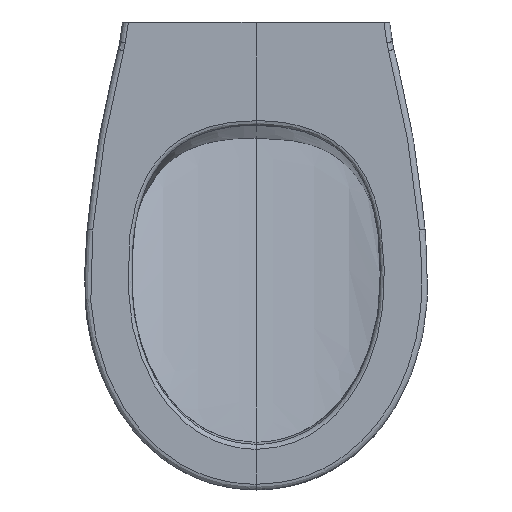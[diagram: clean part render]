
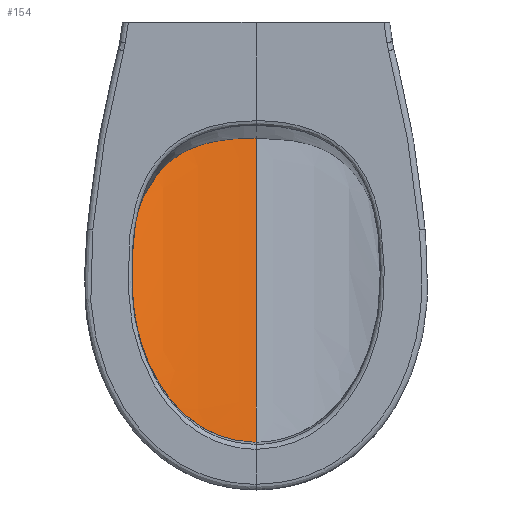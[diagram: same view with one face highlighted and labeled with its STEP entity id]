
A CAD part, top view. The second image highlights one B-rep face of the part: STEP entity #154.
In plain terms, the highlighted face is a extrusion surface.
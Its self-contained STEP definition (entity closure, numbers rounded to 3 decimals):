
#142=SURFACE_OF_LINEAR_EXTRUSION('',#2337,#144);
#144=VECTOR('',#2777,1.);
#154=ADVANCED_FACE('',(#398),#142,.T.);
#398=FACE_OUTER_BOUND('',#558,.T.);
#558=EDGE_LOOP('',(#725,#726,#727,#728,#729));
#725=ORIENTED_EDGE('',*,*,#1884,.F.);
#726=ORIENTED_EDGE('',*,*,#1892,.F.);
#727=ORIENTED_EDGE('',*,*,#1893,.F.);
#728=ORIENTED_EDGE('',*,*,#1894,.F.);
#729=ORIENTED_EDGE('',*,*,#1889,.T.);
#1600=VERTEX_POINT('',#2880);
#1601=VERTEX_POINT('',#2881);
#1605=VERTEX_POINT('',#3361);
#1607=VERTEX_POINT('',#3448);
#1608=VERTEX_POINT('',#3451);
#1884=EDGE_CURVE('',#1600,#1601,#2326,.T.);
#1889=EDGE_CURVE('',#1605,#1601,#2331,.T.);
#1892=EDGE_CURVE('',#1607,#1600,#2334,.T.);
#1893=EDGE_CURVE('',#1608,#1607,#2335,.T.);
#1894=EDGE_CURVE('',#1605,#1608,#2336,.T.);
#2326=B_SPLINE_CURVE_WITH_KNOTS('',3,(#2846,#2847,#2848,#2849,#2850,#2851,
#2852,#2853,#2854,#2855,#2856,#2857,#2858,#2859,#2860,#2861,#2862,#2863,
#2864,#2865,#2866,#2867,#2868,#2869,#2870,#2871,#2872,#2873,#2874,#2875,
#2876,#2877,#2878,#2879),.UNSPECIFIED.,.F.,.F.,(4,2,2,2,2,2,2,2,2,2,2,2,
2,2,2,2,4),(0.,0.125,0.25,0.375,0.438,0.5,0.563,0.625,0.688,0.719,
0.75,0.813,0.875,0.938,0.969,0.984,1.),.UNSPECIFIED.);
#2331=B_SPLINE_CURVE_WITH_KNOTS('',3,(#3357,#3358,#3359,#3360),
 .UNSPECIFIED.,.F.,.F.,(4,4),(0.,1.),.UNSPECIFIED.);
#2334=B_SPLINE_CURVE_WITH_KNOTS('',3,(#3442,#3443,#3444,#3445,#3446,#3447),
 .UNSPECIFIED.,.F.,.F.,(4,1,1,4),(0.,0.325,0.65,
1.),.UNSPECIFIED.);
#2335=B_SPLINE_CURVE_WITH_KNOTS('',1,(#3449,#3450),.UNSPECIFIED.,.F.,.F.,
(2,2),(0.,1.),.UNSPECIFIED.);
#2336=B_SPLINE_CURVE_WITH_KNOTS('',3,(#3452,#3453,#3454,#3455,#3456,#3457,
#3458,#3459,#3460,#3461,#3462,#3463),.UNSPECIFIED.,.F.,.F.,(4,2,2,2,2,4),
(0.,0.25,0.375,0.5,0.75,1.),.UNSPECIFIED.);
#2337=B_SPLINE_CURVE_WITH_KNOTS('',3,(#3464,#3465,#3466,#3467,#3468,#3469,
#3470,#3471,#3472,#3473,#3474,#3475,#3476,#3477,#3478,#3479,#3480,#3481,
#3482,#3483,#3484,#3485),.UNSPECIFIED.,.F.,.F.,(4,1,1,1,1,1,1,1,1,1,1,1,
1,3,3,4),(0.,0.074,0.147,0.221,0.258,
0.294,0.331,0.368,0.405,
0.442,0.478,0.515,0.589,
0.658,0.952,1.),.UNSPECIFIED.);
#2777=DIRECTION('',(0.,-0.986,0.166));
#2846=CARTESIAN_POINT('',(-3.821,-439.922,-12.321));
#2847=CARTESIAN_POINT('',(-17.164,-439.473,-12.374));
#2848=CARTESIAN_POINT('',(-30.027,-436.777,-12.684));
#2849=CARTESIAN_POINT('',(-54.711,-426.484,-13.651));
#2850=CARTESIAN_POINT('',(-65.741,-419.138,-14.279));
#2851=CARTESIAN_POINT('',(-85.344,-401.102,-15.547));
#2852=CARTESIAN_POINT('',(-93.572,-390.831,-16.143));
#2853=CARTESIAN_POINT('',(-104.105,-373.98,-16.946));
#2854=CARTESIAN_POINT('',(-107.298,-368.111,-17.202));
#2855=CARTESIAN_POINT('',(-112.97,-356.19,-17.701));
#2856=CARTESIAN_POINT('',(-115.473,-350.104,-17.943));
#2857=CARTESIAN_POINT('',(-119.883,-337.711,-18.478));
#2858=CARTESIAN_POINT('',(-121.784,-331.402,-18.789));
#2859=CARTESIAN_POINT('',(-124.99,-318.576,-19.699));
#2860=CARTESIAN_POINT('',(-126.294,-312.055,-20.288));
#2861=CARTESIAN_POINT('',(-128.299,-299.096,-21.686));
#2862=CARTESIAN_POINT('',(-129.01,-292.622,-22.497));
#2863=CARTESIAN_POINT('',(-129.632,-282.92,-23.885));
#2864=CARTESIAN_POINT('',(-129.723,-279.688,-24.393));
#2865=CARTESIAN_POINT('',(-129.887,-273.225,-25.414));
#2866=CARTESIAN_POINT('',(-129.97,-269.994,-25.925));
#2867=CARTESIAN_POINT('',(-130.129,-260.301,-27.491));
#2868=CARTESIAN_POINT('',(-130.105,-253.841,-28.585));
#2869=CARTESIAN_POINT('',(-129.631,-240.931,-30.937));
#2870=CARTESIAN_POINT('',(-129.194,-234.48,-32.189));
#2871=CARTESIAN_POINT('',(-127.952,-221.584,-34.837));
#2872=CARTESIAN_POINT('',(-127.179,-215.177,-36.213));
#2873=CARTESIAN_POINT('',(-125.5,-205.719,-38.452));
#2874=CARTESIAN_POINT('',(-124.845,-202.594,-39.231));
#2875=CARTESIAN_POINT('',(-123.589,-197.986,-40.492));
#2876=CARTESIAN_POINT('',(-123.123,-196.464,-40.929));
#2877=CARTESIAN_POINT('',(-122.058,-193.459,-41.846));
#2878=CARTESIAN_POINT('',(-121.453,-191.976,-42.329));
#2879=CARTESIAN_POINT('',(-120.864,-190.489,-42.803));
#2880=CARTESIAN_POINT('',(-3.82,-439.944,-12.317));
#2881=CARTESIAN_POINT('',(-120.869,-190.484,-42.796));
#3357=CARTESIAN_POINT('',(-116.543,-180.965,-45.962));
#3358=CARTESIAN_POINT('',(-118.084,-184.096,-44.918));
#3359=CARTESIAN_POINT('',(-119.512,-187.274,-43.858));
#3360=CARTESIAN_POINT('',(-120.901,-190.47,-42.793));
#3361=CARTESIAN_POINT('',(-116.543,-180.965,-45.962));
#3442=CARTESIAN_POINT('',(0.002,-439.948,-12.321));
#3443=CARTESIAN_POINT('',(-0.412,-439.962,-12.321));
#3444=CARTESIAN_POINT('',(-1.239,-439.989,-12.321));
#3445=CARTESIAN_POINT('',(-2.513,-439.959,-12.321));
#3446=CARTESIAN_POINT('',(-3.373,-439.935,-12.321));
#3447=CARTESIAN_POINT('',(-3.819,-439.922,-12.321));
#3448=CARTESIAN_POINT('',(0.,-439.948,-12.32));
#3449=CARTESIAN_POINT('',(-0.003,-121.508,-65.793));
#3450=CARTESIAN_POINT('',(-0.004,-439.947,-12.32));
#3451=CARTESIAN_POINT('',(0.,-121.508,-65.793));
#3452=CARTESIAN_POINT('',(-116.543,-180.965,-45.962));
#3453=CARTESIAN_POINT('',(-111.547,-170.824,-49.345));
#3454=CARTESIAN_POINT('',(-105.313,-161.166,-52.566));
#3455=CARTESIAN_POINT('',(-93.45,-148.704,-56.723));
#3456=CARTESIAN_POINT('',(-89.084,-144.901,-57.991));
#3457=CARTESIAN_POINT('',(-79.614,-138.22,-60.219));
#3458=CARTESIAN_POINT('',(-74.519,-135.347,-61.178));
#3459=CARTESIAN_POINT('',(-58.517,-128.17,-63.571));
#3460=CARTESIAN_POINT('',(-46.965,-125.322,-64.521));
#3461=CARTESIAN_POINT('',(-23.623,-122.017,-65.624));
#3462=CARTESIAN_POINT('',(-11.799,-121.508,-65.793));
#3463=CARTESIAN_POINT('',(0.003,-121.508,-65.793));
#3464=CARTESIAN_POINT('',(0.003,-121.508,-65.793));
#3465=CARTESIAN_POINT('',(-5.898,-121.508,-65.793));
#3466=CARTESIAN_POINT('',(-17.699,-121.774,-65.704));
#3467=CARTESIAN_POINT('',(-35.336,-123.379,-65.169));
#3468=CARTESIAN_POINT('',(-49.823,-126.168,-64.239));
#3469=CARTESIAN_POINT('',(-61.068,-129.603,-63.093));
#3470=CARTESIAN_POINT('',(-69.243,-132.836,-62.015));
#3471=CARTESIAN_POINT('',(-77.067,-136.778,-60.7));
#3472=CARTESIAN_POINT('',(-84.439,-141.446,-59.143));
#3473=CARTESIAN_POINT('',(-91.272,-146.8,-57.358));
#3474=CARTESIAN_POINT('',(-97.505,-152.772,-55.366));
#3475=CARTESIAN_POINT('',(-103.132,-159.261,-53.202));
#3476=CARTESIAN_POINT('',(-109.85,-168.479,-50.127));
#3477=CARTESIAN_POINT('',(-116.682,-180.555,-46.099));
#3478=CARTESIAN_POINT('',(-120.986,-190.64,-42.736));
#3479=CARTESIAN_POINT('',(-123.075,-195.533,-41.104));
#3480=CARTESIAN_POINT('',(-131.932,-216.285,-34.182));
#3481=CARTESIAN_POINT('',(-140.79,-237.036,-27.261));
#3482=CARTESIAN_POINT('',(-149.648,-257.788,-20.34));
#3483=CARTESIAN_POINT('',(-151.081,-261.146,-19.22));
#3484=CARTESIAN_POINT('',(-152.515,-264.505,-18.1));
#3485=CARTESIAN_POINT('',(-153.949,-267.863,-16.979));
